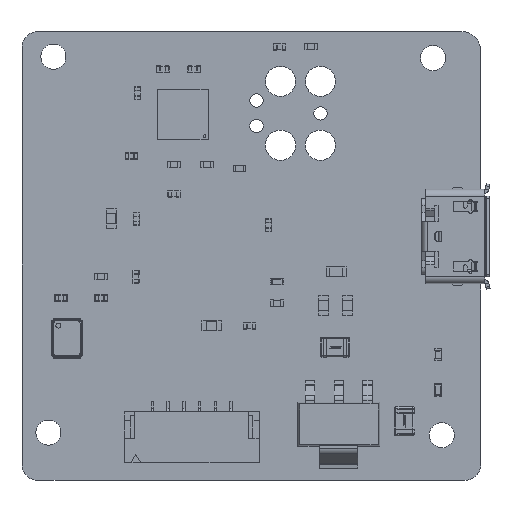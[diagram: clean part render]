
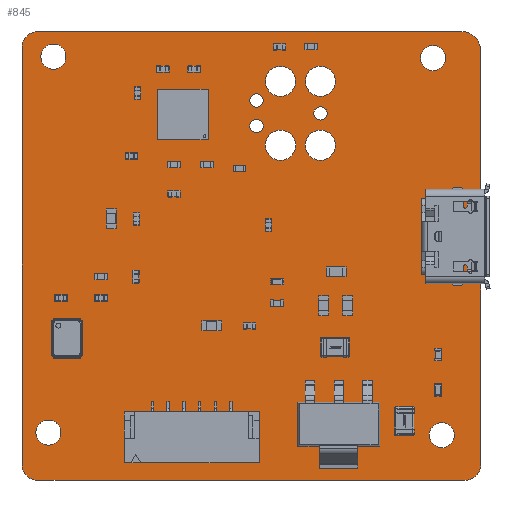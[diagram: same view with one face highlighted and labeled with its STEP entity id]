
A CAD part, top view. The second image highlights one B-rep face of the part: STEP entity #845.
In plain terms, the highlighted planar face has unit normal (0, 0, 1).
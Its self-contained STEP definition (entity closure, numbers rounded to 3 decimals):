
#184 = VERTEX_POINT('',#185);
#185 = CARTESIAN_POINT('',(85.4,49.47,1.621));
#191 = EDGE_CURVE('',#184,#192,#194,.T.);
#192 = VERTEX_POINT('',#193);
#193 = CARTESIAN_POINT('',(86.67,48.2,1.621));
#194 = CIRCLE('',#195,1.27);
#195 = AXIS2_PLACEMENT_3D('',#196,#197,#198);
#196 = CARTESIAN_POINT('',(86.67,49.47,1.621));
#197 = DIRECTION('',(0.,0.,1.));
#198 = DIRECTION('',(-1.,0.,0.));
#224 = EDGE_CURVE('',#192,#225,#227,.T.);
#225 = VERTEX_POINT('',#226);
#226 = CARTESIAN_POINT('',(120.63,48.2,1.621));
#227 = LINE('',#228,#229);
#228 = CARTESIAN_POINT('',(86.67,48.2,1.621));
#229 = VECTOR('',#230,1.);
#230 = DIRECTION('',(1.,0.,0.));
#255 = EDGE_CURVE('',#225,#256,#258,.T.);
#256 = VERTEX_POINT('',#257);
#257 = CARTESIAN_POINT('',(121.9,49.47,1.621));
#258 = CIRCLE('',#259,1.27);
#259 = AXIS2_PLACEMENT_3D('',#260,#261,#262);
#260 = CARTESIAN_POINT('',(120.63,49.47,1.621));
#261 = DIRECTION('',(0.,0.,1.));
#262 = DIRECTION('',(0.,-1.,0.));
#288 = EDGE_CURVE('',#256,#289,#291,.T.);
#289 = VERTEX_POINT('',#290);
#290 = CARTESIAN_POINT('',(121.9,82.4,1.621));
#291 = LINE('',#292,#293);
#292 = CARTESIAN_POINT('',(121.9,49.47,1.621));
#293 = VECTOR('',#294,1.);
#294 = DIRECTION('',(0.,1.,0.));
#319 = EDGE_CURVE('',#289,#320,#322,.T.);
#320 = VERTEX_POINT('',#321);
#321 = CARTESIAN_POINT('',(120.4,83.9,1.621));
#322 = CIRCLE('',#323,1.499);
#323 = AXIS2_PLACEMENT_3D('',#324,#325,#326);
#324 = CARTESIAN_POINT('',(120.401,82.401,1.621));
#325 = DIRECTION('',(0.,0.,1.));
#326 = DIRECTION('',(1.,-0.001,0.));
#352 = EDGE_CURVE('',#320,#353,#355,.T.);
#353 = VERTEX_POINT('',#354);
#354 = CARTESIAN_POINT('',(86.67,83.9,1.621));
#355 = LINE('',#356,#357);
#356 = CARTESIAN_POINT('',(120.4,83.9,1.621));
#357 = VECTOR('',#358,1.);
#358 = DIRECTION('',(-1.,0.,0.));
#383 = EDGE_CURVE('',#353,#384,#386,.T.);
#384 = VERTEX_POINT('',#385);
#385 = CARTESIAN_POINT('',(85.4,82.63,1.621));
#386 = CIRCLE('',#387,1.27);
#387 = AXIS2_PLACEMENT_3D('',#388,#389,#390);
#388 = CARTESIAN_POINT('',(86.67,82.63,1.621));
#389 = DIRECTION('',(0.,0.,1.));
#390 = DIRECTION('',(0.,1.,0.));
#416 = EDGE_CURVE('',#384,#184,#417,.T.);
#417 = LINE('',#418,#419);
#418 = CARTESIAN_POINT('',(85.4,82.63,1.621));
#419 = VECTOR('',#420,1.);
#420 = DIRECTION('',(0.,-1.,0.));
#440 = VERTEX_POINT('',#441);
#441 = CARTESIAN_POINT('',(88.5,52.,1.621));
#447 = EDGE_CURVE('',#440,#440,#448,.T.);
#448 = CIRCLE('',#449,1.);
#449 = AXIS2_PLACEMENT_3D('',#450,#451,#452);
#450 = CARTESIAN_POINT('',(87.5,52.,1.621));
#451 = DIRECTION('',(0.,0.,1.));
#452 = DIRECTION('',(1.,0.,0.));
#473 = VERTEX_POINT('',#474);
#474 = CARTESIAN_POINT('',(107.165,74.86,1.621));
#480 = EDGE_CURVE('',#473,#473,#481,.T.);
#481 = CIRCLE('',#482,1.2);
#482 = AXIS2_PLACEMENT_3D('',#483,#484,#485);
#483 = CARTESIAN_POINT('',(105.965,74.86,1.621));
#484 = DIRECTION('',(0.,0.,1.));
#485 = DIRECTION('',(1.,0.,0.));
#506 = VERTEX_POINT('',#507);
#507 = CARTESIAN_POINT('',(88.9,81.9,1.621));
#513 = EDGE_CURVE('',#506,#506,#514,.T.);
#514 = CIRCLE('',#515,1.);
#515 = AXIS2_PLACEMENT_3D('',#516,#517,#518);
#516 = CARTESIAN_POINT('',(87.9,81.9,1.621));
#517 = DIRECTION('',(0.,0.,1.));
#518 = DIRECTION('',(1.,0.,0.));
#539 = VERTEX_POINT('',#540);
#540 = CARTESIAN_POINT('',(104.593,76.384,1.621));
#546 = EDGE_CURVE('',#539,#539,#547,.T.);
#547 = CIRCLE('',#548,0.533);
#548 = AXIS2_PLACEMENT_3D('',#549,#550,#551);
#549 = CARTESIAN_POINT('',(104.06,76.384,1.621));
#550 = DIRECTION('',(0.,0.,1.));
#551 = DIRECTION('',(1.,0.,0.));
#572 = VERTEX_POINT('',#573);
#573 = CARTESIAN_POINT('',(104.593,78.416,1.621));
#579 = EDGE_CURVE('',#572,#572,#580,.T.);
#580 = CIRCLE('',#581,0.533);
#581 = AXIS2_PLACEMENT_3D('',#582,#583,#584);
#582 = CARTESIAN_POINT('',(104.06,78.416,1.621));
#583 = DIRECTION('',(0.,0.,1.));
#584 = DIRECTION('',(1.,0.,0.));
#605 = VERTEX_POINT('',#606);
#606 = CARTESIAN_POINT('',(109.673,77.4,1.621));
#612 = EDGE_CURVE('',#605,#605,#613,.T.);
#613 = CIRCLE('',#614,0.533);
#614 = AXIS2_PLACEMENT_3D('',#615,#616,#617);
#615 = CARTESIAN_POINT('',(109.14,77.4,1.621));
#616 = DIRECTION('',(0.,0.,1.));
#617 = DIRECTION('',(1.,0.,0.));
#638 = VERTEX_POINT('',#639);
#639 = CARTESIAN_POINT('',(119.8,51.8,1.621));
#645 = EDGE_CURVE('',#638,#638,#646,.T.);
#646 = CIRCLE('',#647,1.);
#647 = AXIS2_PLACEMENT_3D('',#648,#649,#650);
#648 = CARTESIAN_POINT('',(118.8,51.8,1.621));
#649 = DIRECTION('',(0.,0.,1.));
#650 = DIRECTION('',(1.,0.,0.));
#671 = VERTEX_POINT('',#672);
#672 = CARTESIAN_POINT('',(110.34,74.86,1.621));
#678 = EDGE_CURVE('',#671,#671,#679,.T.);
#679 = CIRCLE('',#680,1.2);
#680 = AXIS2_PLACEMENT_3D('',#681,#682,#683);
#681 = CARTESIAN_POINT('',(109.14,74.86,1.621));
#682 = DIRECTION('',(0.,0.,1.));
#683 = DIRECTION('',(1.,0.,0.));
#704 = VERTEX_POINT('',#705);
#705 = CARTESIAN_POINT('',(107.165,79.94,1.621));
#711 = EDGE_CURVE('',#704,#704,#712,.T.);
#712 = CIRCLE('',#713,1.2);
#713 = AXIS2_PLACEMENT_3D('',#714,#715,#716);
#714 = CARTESIAN_POINT('',(105.965,79.94,1.621));
#715 = DIRECTION('',(0.,0.,1.));
#716 = DIRECTION('',(1.,0.,0.));
#737 = VERTEX_POINT('',#738);
#738 = CARTESIAN_POINT('',(110.34,79.94,1.621));
#744 = EDGE_CURVE('',#737,#737,#745,.T.);
#745 = CIRCLE('',#746,1.2);
#746 = AXIS2_PLACEMENT_3D('',#747,#748,#749);
#747 = CARTESIAN_POINT('',(109.14,79.94,1.621));
#748 = DIRECTION('',(0.,0.,1.));
#749 = DIRECTION('',(1.,0.,0.));
#770 = VERTEX_POINT('',#771);
#771 = CARTESIAN_POINT('',(119.1,81.8,1.621));
#777 = EDGE_CURVE('',#770,#770,#778,.T.);
#778 = CIRCLE('',#779,1.);
#779 = AXIS2_PLACEMENT_3D('',#780,#781,#782);
#780 = CARTESIAN_POINT('',(118.1,81.8,1.621));
#781 = DIRECTION('',(0.,0.,1.));
#782 = DIRECTION('',(1.,0.,0.));
#845 = ADVANCED_FACE('',(#846,#856,#859,#862,#865,#868,#871,#874,#877,
    #880,#883,#886),#889,.F.);
#846 = FACE_BOUND('',#847,.T.);
#847 = EDGE_LOOP('',(#848,#849,#850,#851,#852,#853,#854,#855));
#848 = ORIENTED_EDGE('',*,*,#191,.T.);
#849 = ORIENTED_EDGE('',*,*,#224,.T.);
#850 = ORIENTED_EDGE('',*,*,#255,.T.);
#851 = ORIENTED_EDGE('',*,*,#288,.T.);
#852 = ORIENTED_EDGE('',*,*,#319,.T.);
#853 = ORIENTED_EDGE('',*,*,#352,.T.);
#854 = ORIENTED_EDGE('',*,*,#383,.T.);
#855 = ORIENTED_EDGE('',*,*,#416,.T.);
#856 = FACE_BOUND('',#857,.F.);
#857 = EDGE_LOOP('',(#858));
#858 = ORIENTED_EDGE('',*,*,#447,.T.);
#859 = FACE_BOUND('',#860,.F.);
#860 = EDGE_LOOP('',(#861));
#861 = ORIENTED_EDGE('',*,*,#480,.T.);
#862 = FACE_BOUND('',#863,.F.);
#863 = EDGE_LOOP('',(#864));
#864 = ORIENTED_EDGE('',*,*,#513,.T.);
#865 = FACE_BOUND('',#866,.F.);
#866 = EDGE_LOOP('',(#867));
#867 = ORIENTED_EDGE('',*,*,#546,.T.);
#868 = FACE_BOUND('',#869,.F.);
#869 = EDGE_LOOP('',(#870));
#870 = ORIENTED_EDGE('',*,*,#579,.T.);
#871 = FACE_BOUND('',#872,.F.);
#872 = EDGE_LOOP('',(#873));
#873 = ORIENTED_EDGE('',*,*,#612,.T.);
#874 = FACE_BOUND('',#875,.F.);
#875 = EDGE_LOOP('',(#876));
#876 = ORIENTED_EDGE('',*,*,#645,.T.);
#877 = FACE_BOUND('',#878,.F.);
#878 = EDGE_LOOP('',(#879));
#879 = ORIENTED_EDGE('',*,*,#678,.T.);
#880 = FACE_BOUND('',#881,.F.);
#881 = EDGE_LOOP('',(#882));
#882 = ORIENTED_EDGE('',*,*,#711,.T.);
#883 = FACE_BOUND('',#884,.F.);
#884 = EDGE_LOOP('',(#885));
#885 = ORIENTED_EDGE('',*,*,#744,.T.);
#886 = FACE_BOUND('',#887,.F.);
#887 = EDGE_LOOP('',(#888));
#888 = ORIENTED_EDGE('',*,*,#777,.T.);
#889 = PLANE('',#890);
#890 = AXIS2_PLACEMENT_3D('',#891,#892,#893);
#891 = CARTESIAN_POINT('',(85.4,49.47,1.621));
#892 = DIRECTION('',(0.,0.,-1.));
#893 = DIRECTION('',(-1.,0.,0.));
